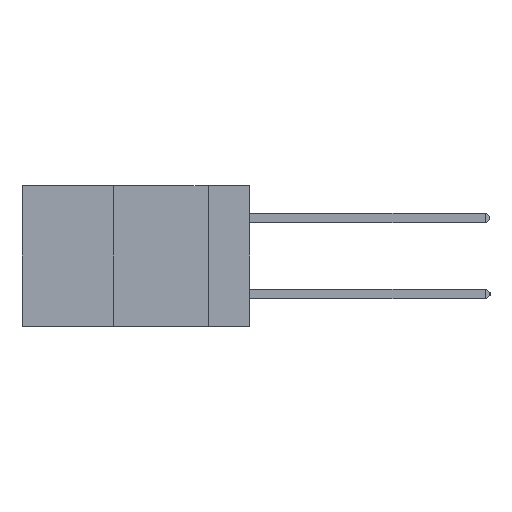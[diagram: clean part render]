
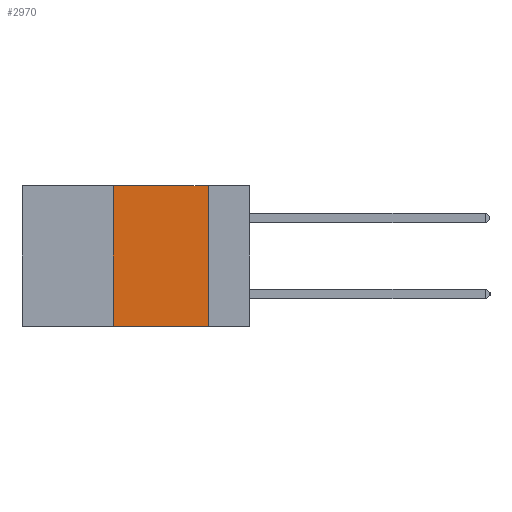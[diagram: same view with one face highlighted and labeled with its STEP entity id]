
A CAD part, left-side view. The second image highlights one B-rep face of the part: STEP entity #2970.
In plain terms, the highlighted planar face has unit normal (-1, 0, 0).
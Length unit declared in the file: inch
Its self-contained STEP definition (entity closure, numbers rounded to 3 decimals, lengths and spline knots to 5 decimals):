
#540 = DIRECTION ( 'NONE',  ( 0., 0., 1. ) ) ;
#739 = VERTEX_POINT ( 'NONE', #6512 ) ;
#1017 = VECTOR ( 'NONE', #540, 39.37008 ) ;
#1740 = LINE ( 'NONE', #5976, #1017 ) ;
#2049 = EDGE_CURVE ( 'NONE', #7709, #739, #7862, .T. ) ;
#2170 = VECTOR ( 'NONE', #12185, 39.37008 ) ;
#2970 = ADVANCED_FACE ( 'NONE', ( #7821 ), #11038, .F. ) ;
#3319 = DIRECTION ( 'NONE',  ( 0., 0., -1. ) ) ;
#3623 = AXIS2_PLACEMENT_3D ( 'NONE', #8455, #8277, #8368 ) ;
#3726 = CARTESIAN_POINT ( 'NONE',  ( 0., 0.11, 0. ) ) ;
#3915 = VECTOR ( 'NONE', #7347, 39.37008 ) ;
#4013 = VERTEX_POINT ( 'NONE', #4544 ) ;
#4544 = CARTESIAN_POINT ( 'NONE',  ( 0., 0.36, -0.37 ) ) ;
#4641 = VERTEX_POINT ( 'NONE', #10061 ) ;
#5976 = CARTESIAN_POINT ( 'NONE',  ( 0., 0.36, 0. ) ) ;
#6512 = CARTESIAN_POINT ( 'NONE',  ( 0., 0.11, -0.37 ) ) ;
#6572 = ORIENTED_EDGE ( 'NONE', *, *, #10575, .F. ) ;
#7347 = DIRECTION ( 'NONE',  ( 0., -1., 0. ) ) ;
#7488 = CARTESIAN_POINT ( 'NONE',  ( 0., 0.6, 0. ) ) ;
#7709 = VERTEX_POINT ( 'NONE', #9273 ) ;
#7821 = FACE_OUTER_BOUND ( 'NONE', #11133, .T. ) ;
#7841 = EDGE_CURVE ( 'NONE', #4641, #7709, #10154, .T. ) ;
#7862 = LINE ( 'NONE', #3726, #12496 ) ;
#8277 = DIRECTION ( 'NONE',  ( 1., 0., 0. ) ) ;
#8368 = DIRECTION ( 'NONE',  ( 0., 0., -1. ) ) ;
#8455 = CARTESIAN_POINT ( 'NONE',  ( 0., 0.6, 0. ) ) ;
#9273 = CARTESIAN_POINT ( 'NONE',  ( 0., 0.11, 0. ) ) ;
#9327 = EDGE_CURVE ( 'NONE', #4013, #739, #11556, .T. ) ;
#10003 = ORIENTED_EDGE ( 'NONE', *, *, #9327, .T. ) ;
#10061 = CARTESIAN_POINT ( 'NONE',  ( 0., 0.36, 0. ) ) ;
#10154 = LINE ( 'NONE', #7488, #2170 ) ;
#10326 = ORIENTED_EDGE ( 'NONE', *, *, #2049, .F. ) ;
#10575 = EDGE_CURVE ( 'NONE', #4013, #4641, #1740, .T. ) ;
#11038 = PLANE ( 'NONE',  #3623 ) ;
#11133 = EDGE_LOOP ( 'NONE', ( #10326, #11326, #6572, #10003 ) ) ;
#11326 = ORIENTED_EDGE ( 'NONE', *, *, #7841, .F. ) ;
#11556 = LINE ( 'NONE', #12917, #3915 ) ;
#12185 = DIRECTION ( 'NONE',  ( 0., -1., 0. ) ) ;
#12496 = VECTOR ( 'NONE', #3319, 39.37008 ) ;
#12917 = CARTESIAN_POINT ( 'NONE',  ( 0., 0.6, -0.37 ) ) ;
